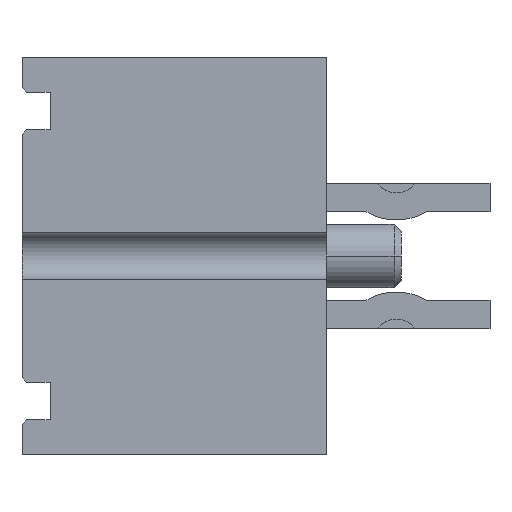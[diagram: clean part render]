
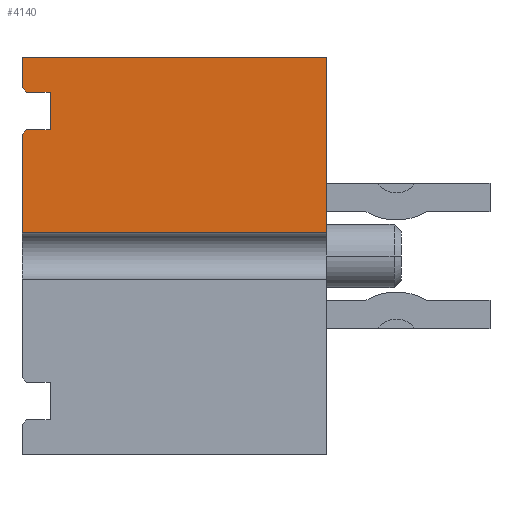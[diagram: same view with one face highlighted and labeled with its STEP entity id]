
A CAD part, left-side view. The second image highlights one B-rep face of the part: STEP entity #4140.
In plain terms, the highlighted planar face has unit normal (-1, 0, 0).
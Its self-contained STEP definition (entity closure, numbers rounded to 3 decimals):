
#1=DIRECTION('',(0.,1.,0.));
#2=VECTOR('',#1,6.5);
#3=CARTESIAN_POINT('',(-9.7,-3.25,0.5));
#4=LINE('',#3,#2);
#5=DIRECTION('',(0.,0.,1.));
#6=VECTOR('',#5,2.1);
#7=CARTESIAN_POINT('',(-9.7,3.25,0.5));
#8=LINE('',#7,#6);
#9=DIRECTION('',(0.,-1.,0.));
#10=VECTOR('',#9,0.5);
#11=CARTESIAN_POINT('',(-9.7,3.15,2.7));
#12=LINE('',#11,#10);
#13=DIRECTION('',(0.,0.,1.));
#14=VECTOR('',#13,0.8);
#15=CARTESIAN_POINT('',(-9.7,2.65,2.7));
#16=LINE('',#15,#14);
#17=DIRECTION('',(0.,1.,0.));
#18=VECTOR('',#17,0.5);
#19=CARTESIAN_POINT('',(-9.7,2.65,3.5));
#20=LINE('',#19,#18);
#21=DIRECTION('',(0.,0.,1.));
#22=VECTOR('',#21,0.65);
#23=CARTESIAN_POINT('',(-9.7,3.25,3.6));
#24=LINE('',#23,#22);
#25=DIRECTION('',(0.,-1.,0.));
#26=VECTOR('',#25,6.5);
#27=CARTESIAN_POINT('',(-9.7,3.25,4.25));
#28=LINE('',#27,#26);
#29=DIRECTION('',(0.,0.,-1.));
#30=VECTOR('',#29,3.75);
#31=CARTESIAN_POINT('',(-9.7,-3.25,4.25));
#32=LINE('',#31,#30);
#1364=DIRECTION('',(0.,-0.707,-0.707));
#1365=VECTOR('',#1364,0.141);
#1366=CARTESIAN_POINT('',(-9.7,3.25,3.6));
#1367=LINE('',#1366,#1365);
#1669=DIRECTION('',(0.,0.707,-0.707));
#1670=VECTOR('',#1669,0.141);
#1671=CARTESIAN_POINT('',(-9.7,3.15,2.7));
#1672=LINE('',#1671,#1670);
#3101=CARTESIAN_POINT('',(-9.7,3.25,4.25));
#3102=CARTESIAN_POINT('',(-9.7,-3.25,4.25));
#3103=VERTEX_POINT('',#3101);
#3104=VERTEX_POINT('',#3102);
#3113=CARTESIAN_POINT('',(-9.7,2.65,2.7));
#3114=CARTESIAN_POINT('',(-9.7,2.65,3.5));
#3115=VERTEX_POINT('',#3113);
#3116=VERTEX_POINT('',#3114);
#3229=CARTESIAN_POINT('',(-9.7,-3.25,0.5));
#3230=CARTESIAN_POINT('',(-9.7,3.25,0.5));
#3231=VERTEX_POINT('',#3229);
#3232=VERTEX_POINT('',#3230);
#3253=CARTESIAN_POINT('',(-9.7,3.15,2.7));
#3254=VERTEX_POINT('',#3253);
#3255=CARTESIAN_POINT('',(-9.7,3.25,2.6));
#3256=VERTEX_POINT('',#3255);
#3261=CARTESIAN_POINT('',(-9.7,3.25,3.6));
#3263=VERTEX_POINT('',#3261);
#3265=CARTESIAN_POINT('',(-9.7,3.15,3.5));
#3267=VERTEX_POINT('',#3265);
#4113=CARTESIAN_POINT('',(-9.7,0.,0.));
#4114=DIRECTION('',(1.,0.,0.));
#4115=DIRECTION('',(0.,0.,-1.));
#4116=AXIS2_PLACEMENT_3D('',#4113,#4114,#4115);
#4117=PLANE('',#4116);
#4119=ORIENTED_EDGE('',*,*,#4118,.T.);
#4121=ORIENTED_EDGE('',*,*,#4120,.T.);
#4123=ORIENTED_EDGE('',*,*,#4122,.F.);
#4125=ORIENTED_EDGE('',*,*,#4124,.T.);
#4127=ORIENTED_EDGE('',*,*,#4126,.T.);
#4129=ORIENTED_EDGE('',*,*,#4128,.T.);
#4131=ORIENTED_EDGE('',*,*,#4130,.F.);
#4133=ORIENTED_EDGE('',*,*,#4132,.T.);
#4135=ORIENTED_EDGE('',*,*,#4134,.T.);
#4137=ORIENTED_EDGE('',*,*,#4136,.T.);
#4138=EDGE_LOOP('',(#4119,#4121,#4123,#4125,#4127,#4129,#4131,#4133,#4135,
#4137));
#4139=FACE_OUTER_BOUND('',#4138,.F.);
#4140=ADVANCED_FACE('',(#4139),#4117,.F.);
#4118=EDGE_CURVE('',#3231,#3232,#4,.T.);
#4120=EDGE_CURVE('',#3232,#3256,#8,.T.);
#4122=EDGE_CURVE('',#3254,#3256,#1672,.T.);
#4124=EDGE_CURVE('',#3254,#3115,#12,.T.);
#4126=EDGE_CURVE('',#3115,#3116,#16,.T.);
#4128=EDGE_CURVE('',#3116,#3267,#20,.T.);
#4130=EDGE_CURVE('',#3263,#3267,#1367,.T.);
#4132=EDGE_CURVE('',#3263,#3103,#24,.T.);
#4134=EDGE_CURVE('',#3103,#3104,#28,.T.);
#4136=EDGE_CURVE('',#3104,#3231,#32,.T.);
